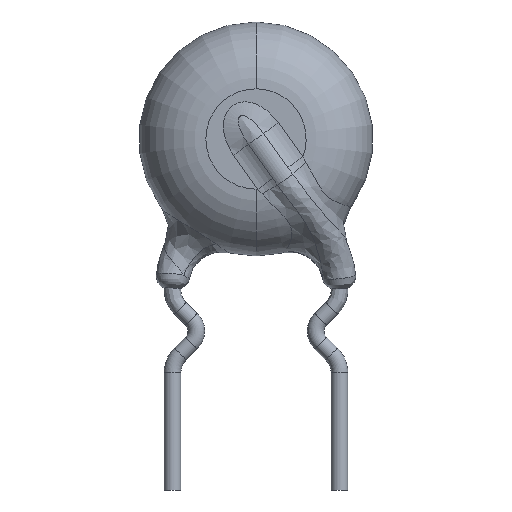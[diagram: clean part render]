
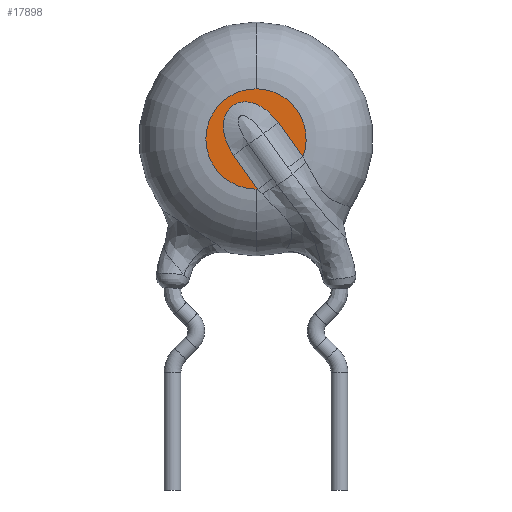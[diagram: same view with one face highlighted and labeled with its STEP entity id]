
A CAD part, front view. The second image highlights one B-rep face of the part: STEP entity #17898.
In plain terms, the highlighted planar face has unit normal (0, -1, 0).
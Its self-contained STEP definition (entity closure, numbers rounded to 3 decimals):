
#40 = CARTESIAN_POINT ( 'NONE',  ( -0.754, -2., 4.129 ) ) ;
#50 = DIRECTION ( 'NONE',  ( 0., 0., 1. ) ) ;
#556 = CIRCLE ( 'NONE', #13314, 1.5 ) ;
#579 = DIRECTION ( 'NONE',  ( 0., 1., 0. ) ) ;
#664 = CIRCLE ( 'NONE', #1857, 1.5 ) ;
#705 = LINE ( 'NONE', #6324, #13618 ) ;
#1637 = FACE_OUTER_BOUND ( 'NONE', #11701, .T. ) ;
#1853 = CARTESIAN_POINT ( 'NONE',  ( 0., -2., 4.5 ) ) ;
#1857 = AXIS2_PLACEMENT_3D ( 'NONE', #1853, #7196, #4383 ) ;
#2416 = EDGE_CURVE ( 'NONE', #4110, #10863, #664, .T. ) ;
#3022 = CARTESIAN_POINT ( 'NONE',  ( 0.192, -2., 5.452 ) ) ;
#3208 = CARTESIAN_POINT ( 'NONE',  ( 0.506, -2., 5.194 ) ) ;
#3333 = DIRECTION ( 'NONE',  ( 0., 1., 0. ) ) ;
#4110 = VERTEX_POINT ( 'NONE', #11463 ) ;
#4168 = CARTESIAN_POINT ( 'NONE',  ( -0.923, -2., 4.495 ) ) ;
#4383 = DIRECTION ( 'NONE',  ( 0., 0., 1. ) ) ;
#4866 = CARTESIAN_POINT ( 'NONE',  ( 0.052, -2., 3.001 ) ) ;
#4927 = VECTOR ( 'NONE', #14314, 1000. ) ;
#5751 = PLANE ( 'NONE',  #15937 ) ;
#5843 = CARTESIAN_POINT ( 'NONE',  ( -0.98, -2., 5.034 ) ) ;
#5914 = VERTEX_POINT ( 'NONE', #14944 ) ;
#5938 = CARTESIAN_POINT ( 'NONE',  ( 0.302, -2., 5.375 ) ) ;
#6255 = CARTESIAN_POINT ( 'NONE',  ( 0., -2., 4.5 ) ) ;
#6324 = CARTESIAN_POINT ( 'NONE',  ( -0.675, -2., 4.018 ) ) ;
#6804 = B_SPLINE_CURVE_WITH_KNOTS ( 'NONE', 3,
 ( #7152, #40, #11372, #4168, #9817, #7253, #5843, #11470, #17161, #10094, #15758, #12968, #15473, #3022, #5938, #3208, #7781, #10267 ),
 .UNSPECIFIED., .F., .F.,
 ( 4, 2, 2, 2, 2, 2, 2, 2, 4 ),
 ( 0., 0., 0.001, 0.001, 0.002, 0.002, 0.002, 0.003, 0.003 ),
 .UNSPECIFIED. ) ;
#7152 = CARTESIAN_POINT ( 'NONE',  ( -0.675, -2., 4.018 ) ) ;
#7196 = DIRECTION ( 'NONE',  ( 0., 1., 0. ) ) ;
#7253 = CARTESIAN_POINT ( 'NONE',  ( -0.988, -2., 4.896 ) ) ;
#7299 = CARTESIAN_POINT ( 'NONE',  ( 0.675, -2., 4.982 ) ) ;
#7681 = VERTEX_POINT ( 'NONE', #12639 ) ;
#7716 = DIRECTION ( 'NONE',  ( -0.581, 0., 0.814 ) ) ;
#7781 = CARTESIAN_POINT ( 'NONE',  ( 0.595, -2., 5.093 ) ) ;
#8173 = CARTESIAN_POINT ( 'NONE',  ( 0., -2., 6. ) ) ;
#8509 = ORIENTED_EDGE ( 'NONE', *, *, #8973, .T. ) ;
#8900 = DIRECTION ( 'NONE',  ( 0., 0., 1. ) ) ;
#8973 = EDGE_CURVE ( 'NONE', #5914, #7681, #11429, .T. ) ;
#9817 = CARTESIAN_POINT ( 'NONE',  ( -0.96, -2., 4.628 ) ) ;
#9965 = ORIENTED_EDGE ( 'NONE', *, *, #11080, .T. ) ;
#10094 = CARTESIAN_POINT ( 'NONE',  ( -0.598, -2., 5.571 ) ) ;
#10180 = CARTESIAN_POINT ( 'NONE',  ( 0., -2., 4.5 ) ) ;
#10267 = CARTESIAN_POINT ( 'NONE',  ( 0.675, -2., 4.982 ) ) ;
#10863 = VERTEX_POINT ( 'NONE', #8173 ) ;
#11052 = ORIENTED_EDGE ( 'NONE', *, *, #14274, .T. ) ;
#11080 = EDGE_CURVE ( 'NONE', #18037, #5914, #6804, .T. ) ;
#11340 = ORIENTED_EDGE ( 'NONE', *, *, #16846, .F. ) ;
#11372 = CARTESIAN_POINT ( 'NONE',  ( -0.82, -2., 4.246 ) ) ;
#11429 = LINE ( 'NONE', #7299, #4927 ) ;
#11463 = CARTESIAN_POINT ( 'NONE',  ( 0., -2., 3. ) ) ;
#11470 = CARTESIAN_POINT ( 'NONE',  ( -0.895, -2., 5.294 ) ) ;
#11673 = ORIENTED_EDGE ( 'NONE', *, *, #2416, .F. ) ;
#11701 = EDGE_LOOP ( 'NONE', ( #9965, #8509, #17663, #11673, #11340, #11052 ) ) ;
#12639 = CARTESIAN_POINT ( 'NONE',  ( 1.401, -2., 3.965 ) ) ;
#12787 = CARTESIAN_POINT ( 'NONE',  ( 0., -2., 4.5 ) ) ;
#12810 = EDGE_CURVE ( 'NONE', #10863, #7681, #556, .T. ) ;
#12968 = CARTESIAN_POINT ( 'NONE',  ( -0.187, -2., 5.606 ) ) ;
#13314 = AXIS2_PLACEMENT_3D ( 'NONE', #12787, #579, #50 ) ;
#13618 = VECTOR ( 'NONE', #7716, 1000. ) ;
#14274 = EDGE_CURVE ( 'NONE', #17456, #18037, #705, .T. ) ;
#14314 = DIRECTION ( 'NONE',  ( 0.581, 0., -0.814 ) ) ;
#14529 = DIRECTION ( 'NONE',  ( 0., 1., 0. ) ) ;
#14597 = AXIS2_PLACEMENT_3D ( 'NONE', #6255, #3333, #17459 ) ;
#14944 = CARTESIAN_POINT ( 'NONE',  ( 0.675, -2., 4.982 ) ) ;
#15448 = CARTESIAN_POINT ( 'NONE',  ( -0.675, -2., 4.018 ) ) ;
#15473 = CARTESIAN_POINT ( 'NONE',  ( -0.054, -2., 5.568 ) ) ;
#15758 = CARTESIAN_POINT ( 'NONE',  ( -0.459, -2., 5.61 ) ) ;
#15937 = AXIS2_PLACEMENT_3D ( 'NONE', #10180, #14529, #8900 ) ;
#16846 = EDGE_CURVE ( 'NONE', #17456, #4110, #17887, .T. ) ;
#17161 = CARTESIAN_POINT ( 'NONE',  ( -0.817, -2., 5.412 ) ) ;
#17456 = VERTEX_POINT ( 'NONE', #4866 ) ;
#17459 = DIRECTION ( 'NONE',  ( 0., 0., 1. ) ) ;
#17663 = ORIENTED_EDGE ( 'NONE', *, *, #12810, .F. ) ;
#17887 = CIRCLE ( 'NONE', #14597, 1.5 ) ;
#17898 = ADVANCED_FACE ( 'NONE', ( #1637 ), #5751, .F. ) ;
#18037 = VERTEX_POINT ( 'NONE', #15448 ) ;
